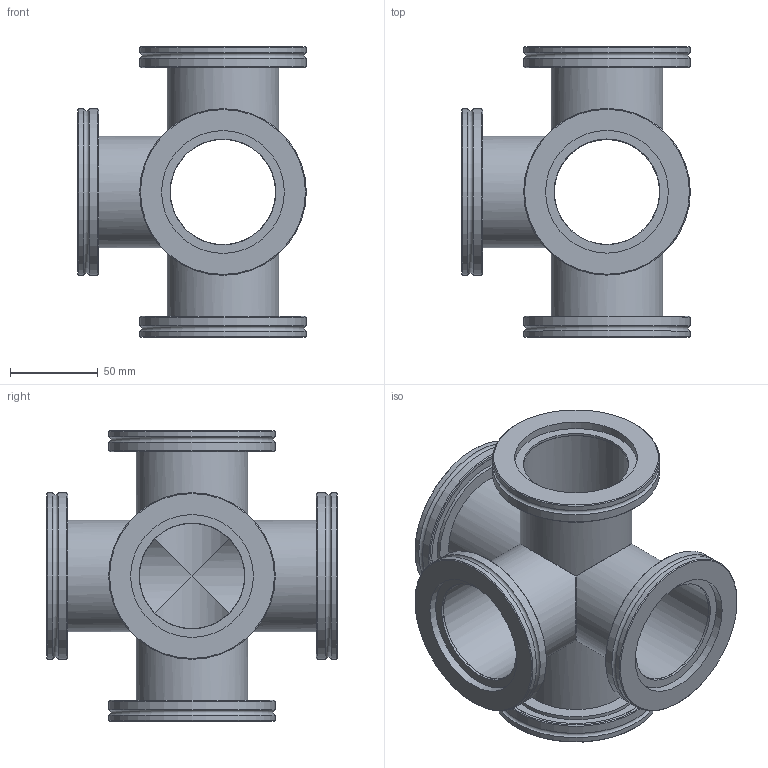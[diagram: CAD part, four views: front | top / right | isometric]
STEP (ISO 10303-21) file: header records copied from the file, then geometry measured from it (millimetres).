
FILE_DESCRIPTION(/* description */ (''),/* implementation_level */ '2;1');
FILE_NAME(/* name */ 'FL-5X63LF.stp',/* time_stamp */ '2019-02-01T11:20:52+00:00',/* author */ ('paul'),/* organization */ (''),/* preprocessor_version */ 'ST-DEVELOPER v17.2',/* originating_system */ 'Autodesk Inventor 2019',/* authorisation */ '');
FILE_SCHEMA (('AUTOMOTIVE_DESIGN { 1 0 10303 214 3 1 1 }'));
Length unit declared in the file: millimetre
Products named in the file (4): FL-5X40KF; TUBE; TUBE2; FL-63LF-W
Assembly tree (10 placements, depth 2):
  FL-5X40KF
    TUBE  x4
    TUBE2
    FL-63LF-W  x5
Bounding box: 130.3 x 165.6 x 165.6 mm (x, y, z)
Volume: 288708.5 mm3; surface area: 184331.1 mm2
Topology: 10 solids, 10 shells, 116 faces, 290 edges, 209 vertices
Faces by surface type: plane 51, cylinder 45, cone 15, torus 5
Full cylindrical faces by diameter (mm): 60 x5, 60.2 x5, 63.5 x5, 63.7 x5, 70 x5, 78 x5, 90 x5, 95 x10
Entity records: 1156 total; most frequent: DIRECTION 217, CARTESIAN_POINT 172, ORIENTED_EDGE 150, AXIS2_PLACEMENT_3D 98, EDGE_CURVE 75, VERTEX_POINT 53, CIRCLE 38, EDGE_LOOP 38
